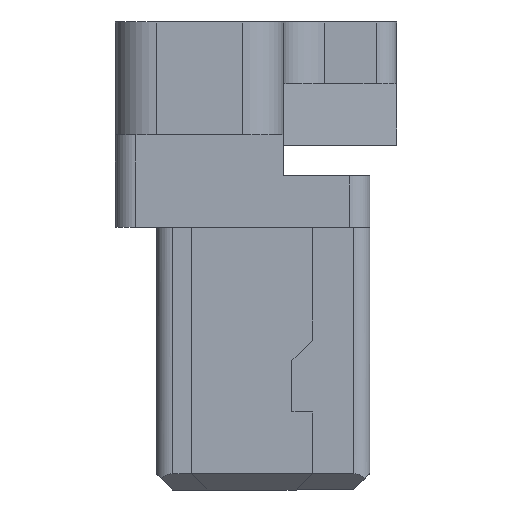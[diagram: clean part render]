
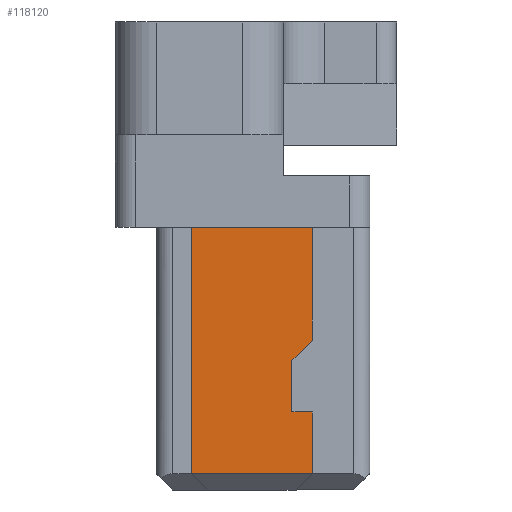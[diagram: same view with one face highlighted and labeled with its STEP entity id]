
A CAD part, left-side view. The second image highlights one B-rep face of the part: STEP entity #118120.
In plain terms, the highlighted face is planar.
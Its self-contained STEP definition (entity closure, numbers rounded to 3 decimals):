
#63190=CARTESIAN_POINT('',(29.897,67.416,12.625));
#63200=VERTEX_POINT('',#63190);
#63230=CARTESIAN_POINT('',(29.897,67.531,12.625));
#63240=DIRECTION('',(0.,-1.,0.));
#63250=VECTOR('',#63240,1.);
#63260=LINE('',#63230,#63250);
#63270=CARTESIAN_POINT('',(29.897,68.006,12.625));
#63280=VERTEX_POINT('',#63270);
#63290=EDGE_CURVE('',#63280,#63200,#63260,.T.);
#106800=CARTESIAN_POINT('',(28.697,67.416,12.625));
#106810=VERTEX_POINT('',#106800);
#106840=CARTESIAN_POINT('',(0.,67.416,12.625));
#106850=DIRECTION('',(1.,0.,0.));
#106860=VECTOR('',#106850,1.);
#106870=LINE('',#106840,#106860);
#106880=EDGE_CURVE('',#106810,#63200,#106870,.T.);
#109680=CARTESIAN_POINT('',(29.597,67.906,12.625));
#109690=VERTEX_POINT('',#109680);
#109720=CARTESIAN_POINT('',(28.822,67.906,12.625));
#109730=DIRECTION('',(-1.,0.,0.));
#109740=VECTOR('',#109730,1.);
#109750=LINE('',#109720,#109740);
#109760=CARTESIAN_POINT('',(29.347,67.906,12.625));
#109770=VERTEX_POINT('',#109760);
#109780=EDGE_CURVE('',#109690,#109770,#109750,.T.);
#110030=CARTESIAN_POINT('',(28.822,68.431,12.625));
#110040=DIRECTION('',(-0.707,0.707,0.));
#110050=VECTOR('',#110040,1.);
#110060=LINE('',#110030,#110050);
#110070=CARTESIAN_POINT('',(29.247,68.006,12.625));
#110080=VERTEX_POINT('',#110070);
#110090=EDGE_CURVE('',#109770,#110080,#110060,.T.);
#110730=CARTESIAN_POINT('',(29.597,68.006,12.625));
#110740=VERTEX_POINT('',#110730);
#110770=CARTESIAN_POINT('',(29.597,56.396,12.625));
#110780=DIRECTION('',(0.,-1.,0.));
#110790=VECTOR('',#110780,1.);
#110800=LINE('',#110770,#110790);
#110810=EDGE_CURVE('',#110740,#109690,#110800,.T.);
#115940=CARTESIAN_POINT('',(28.822,68.006,12.625));
#115950=DIRECTION('',(1.,0.,0.));
#115960=VECTOR('',#115950,1.);
#115970=LINE('',#115940,#115960);
#115980=CARTESIAN_POINT('',(28.697,68.006,12.625));
#115990=VERTEX_POINT('',#115980);
#116000=EDGE_CURVE('',#115990,#110080,#115970,.T.);
#116130=EDGE_CURVE('',#110740,#63280,#115970,.T.);
#117920=CARTESIAN_POINT('',(29.977,67.646,12.625));
#117930=DIRECTION('',(0.,0.,1.));
#117940=DIRECTION('',(1.,0.,0.));
#117950=AXIS2_PLACEMENT_3D('',#117920,#117930,#117940);
#117960=PLANE('',#117950);
#117970=ORIENTED_EDGE('',*,*,#106880,.T.);
#117980=CARTESIAN_POINT('',(28.697,0.,12.625));
#117990=DIRECTION('',(0.,1.,0.));
#118000=VECTOR('',#117990,1.);
#118010=LINE('',#117980,#118000);
#118020=EDGE_CURVE('',#106810,#115990,#118010,.T.);
#118030=ORIENTED_EDGE('',*,*,#118020,.F.);
#118040=ORIENTED_EDGE('',*,*,#116000,.F.);
#118050=ORIENTED_EDGE('',*,*,#110090,.T.);
#118060=ORIENTED_EDGE('',*,*,#109780,.T.);
#118070=ORIENTED_EDGE('',*,*,#110810,.T.);
#118080=ORIENTED_EDGE('',*,*,#116130,.F.);
#118090=ORIENTED_EDGE('',*,*,#63290,.F.);
#118100=EDGE_LOOP('',(#118090,#118080,#118070,#118060,#118050,#118040,
#118030,#117970));
#118110=FACE_OUTER_BOUND('',#118100,.T.);
#118120=ADVANCED_FACE('',(#118110),#117960,.T.);
